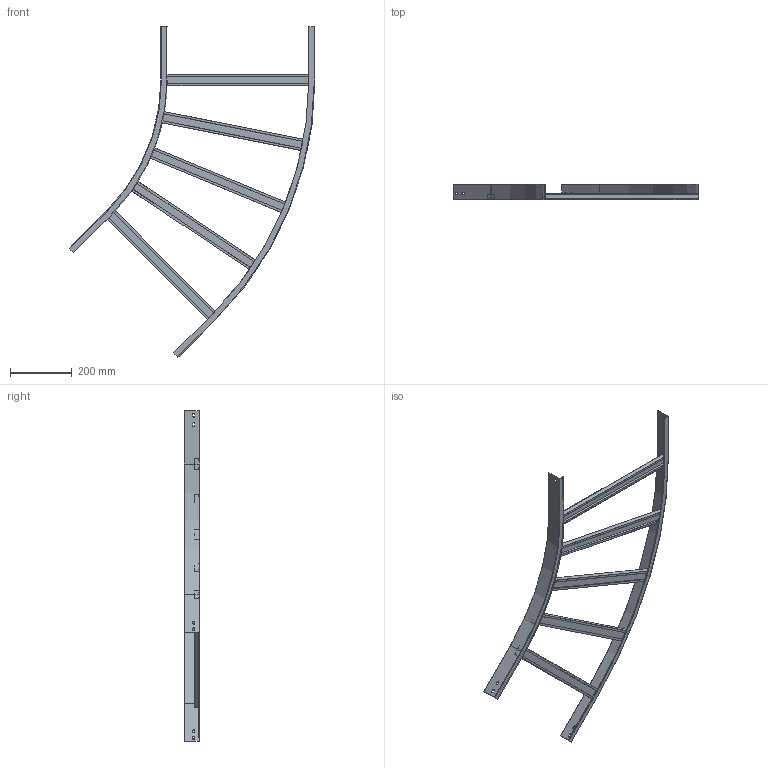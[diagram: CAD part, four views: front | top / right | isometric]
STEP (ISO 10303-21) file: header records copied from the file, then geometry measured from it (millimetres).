
FILE_DESCRIPTION (( 'STEP AP203' ), '1' );
FILE_NAME ('Óãîë ãîðèçîíòàëüíûé 45ãð R600_LC0565.STEP', '2012-12-18T12:29:34', ( 'Àñååâ' ), ( '' ), 'SwSTEP 2.0', 'SolidWorks 2012', '' );
FILE_SCHEMA (( 'CONFIG_CONTROL_DESIGN' ));
Length unit declared in the file: millimetre
Products named in the file (1): 鱼铍 泐痂珙眚嚯 45沭 R600_LC0565
Bounding box: 798.07 x 50 x 1073.15 mm (x, y, z)
Volume: 375063.1 mm3; surface area: 685359.3 mm2
Topology: 1 solids, 1 shells, 190 faces, 560 edges, 344 vertices
Faces by surface type: plane 150, cylinder 34, torus 6
Entity records: 6385 total; most frequent: ORIENTED_EDGE 1120, CARTESIAN_POINT 1095, DIRECTION 1082, EDGE_CURVE 560, VECTOR 420, LINE 420, VERTEX_POINT 344, AXIS2_PLACEMENT_3D 331
